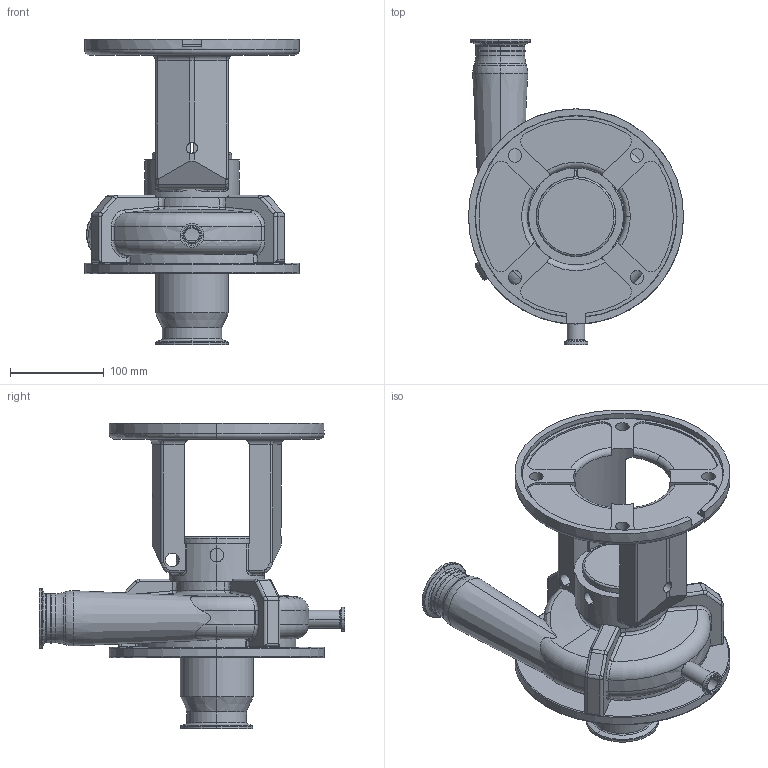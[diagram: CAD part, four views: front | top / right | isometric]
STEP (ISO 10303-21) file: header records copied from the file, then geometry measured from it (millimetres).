
FILE_DESCRIPTION (( 'STEP AP214' ), '1' );
FILE_NAME ('FPR 3521-3522 180-250TC VERT 3-4 IN STR DRAIN.STEP', '2022-12-21T20:16:47', ( '' ), ( '' ), 'SwSTEP 2.0', 'SolidWorks 2021', '' );
FILE_SCHEMA (( 'AUTOMOTIVE_DESIGN' ));
Length unit declared in the file: millimetre
Products named in the file (1): FPR 3521-3522 180-250TC VERT 3-4 IN STR DRAIN
Bounding box: 230 x 327 x 326.5 mm (x, y, z)
Volume: 3211125.8 mm3; surface area: 415547.1 mm2
Topology: 1 solids, 1 shells, 462 faces, 1184 edges, 717 vertices
Faces by surface type: cylinder 174, torus 96, plane 84, bspline 58, cone 45, sphere 5
Entity records: 19542 total; most frequent: CARTESIAN_POINT 8693, ORIENTED_EDGE 2356, DIRECTION 2252, EDGE_CURVE 1178, AXIS2_PLACEMENT_3D 938, VERTEX_POINT 717, CIRCLE 533, EDGE_LOOP 489
